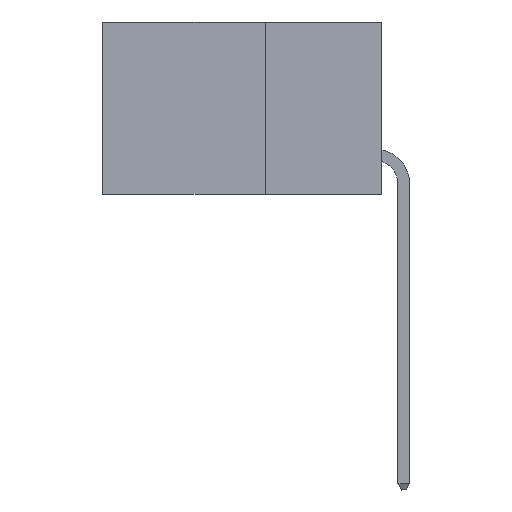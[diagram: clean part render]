
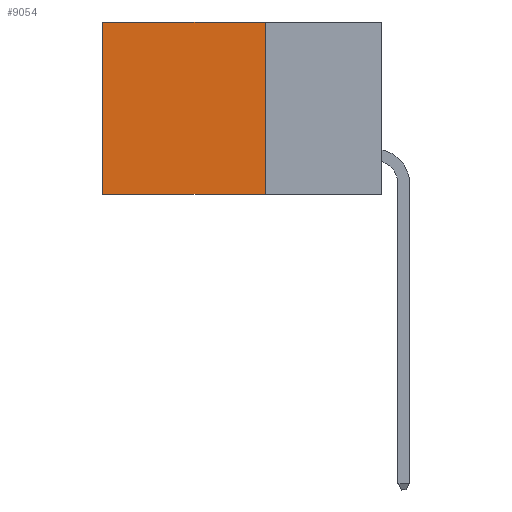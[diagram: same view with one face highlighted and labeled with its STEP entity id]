
A CAD part, left-side view. The second image highlights one B-rep face of the part: STEP entity #9054.
In plain terms, the highlighted planar face has unit normal (-1, 0, 0).
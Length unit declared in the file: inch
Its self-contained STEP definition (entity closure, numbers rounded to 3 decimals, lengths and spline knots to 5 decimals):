
#332 = EDGE_LOOP ( 'NONE', ( #17658, #18826, #13276, #6196 ) ) ;
#1756 = CARTESIAN_POINT ( 'NONE',  ( 0.2875, 0.6, 0. ) ) ;
#3146 = DIRECTION ( 'NONE',  ( 0., 1., 0. ) ) ;
#3547 = CARTESIAN_POINT ( 'NONE',  ( 0.2875, 0.6, 0. ) ) ;
#3706 = EDGE_CURVE ( 'NONE', #16788, #14353, #12871, .T. ) ;
#3853 = LINE ( 'NONE', #16440, #14644 ) ;
#4419 = VECTOR ( 'NONE', #9936, 39.37008 ) ;
#5257 = CARTESIAN_POINT ( 'NONE',  ( 0.2875, 0.25, 0. ) ) ;
#6196 = ORIENTED_EDGE ( 'NONE', *, *, #14547, .T. ) ;
#6370 = DIRECTION ( 'NONE',  ( 0., 1., 0. ) ) ;
#7447 = FACE_OUTER_BOUND ( 'NONE', #332, .T. ) ;
#8044 = CARTESIAN_POINT ( 'NONE',  ( 0.2875, 0.25, 0. ) ) ;
#8112 = DIRECTION ( 'NONE',  ( 0., 0., -1. ) ) ;
#9054 = ADVANCED_FACE ( 'NONE', ( #7447 ), #11803, .F. ) ;
#9936 = DIRECTION ( 'NONE',  ( 0., 0., -1. ) ) ;
#10131 = VECTOR ( 'NONE', #6370, 39.37008 ) ;
#10491 = VECTOR ( 'NONE', #8112, 39.37008 ) ;
#11759 = CARTESIAN_POINT ( 'NONE',  ( 0.2875, 0.25, -0.37 ) ) ;
#11803 = PLANE ( 'NONE',  #15151 ) ;
#11873 = DIRECTION ( 'NONE',  ( 0., 0., -1. ) ) ;
#12871 = LINE ( 'NONE', #3547, #4419 ) ;
#13276 = ORIENTED_EDGE ( 'NONE', *, *, #16232, .F. ) ;
#14353 = VERTEX_POINT ( 'NONE', #15901 ) ;
#14547 = EDGE_CURVE ( 'NONE', #16843, #16788, #3853, .T. ) ;
#14644 = VECTOR ( 'NONE', #3146, 39.37008 ) ;
#15151 = AXIS2_PLACEMENT_3D ( 'NONE', #16576, #19968, #11873 ) ;
#15853 = VERTEX_POINT ( 'NONE', #11759 ) ;
#15901 = CARTESIAN_POINT ( 'NONE',  ( 0.2875, 0.6, -0.37 ) ) ;
#16232 = EDGE_CURVE ( 'NONE', #16843, #15853, #18141, .T. ) ;
#16440 = CARTESIAN_POINT ( 'NONE',  ( 0.2875, 0.25, 0. ) ) ;
#16576 = CARTESIAN_POINT ( 'NONE',  ( 0.2875, 0.25, 0. ) ) ;
#16788 = VERTEX_POINT ( 'NONE', #1756 ) ;
#16843 = VERTEX_POINT ( 'NONE', #5257 ) ;
#17658 = ORIENTED_EDGE ( 'NONE', *, *, #3706, .T. ) ;
#17814 = LINE ( 'NONE', #20964, #10131 ) ;
#18141 = LINE ( 'NONE', #8044, #10491 ) ;
#18826 = ORIENTED_EDGE ( 'NONE', *, *, #19073, .F. ) ;
#19073 = EDGE_CURVE ( 'NONE', #15853, #14353, #17814, .T. ) ;
#19968 = DIRECTION ( 'NONE',  ( 1., 0., 0. ) ) ;
#20964 = CARTESIAN_POINT ( 'NONE',  ( 0.2875, 0.25, -0.37 ) ) ;
